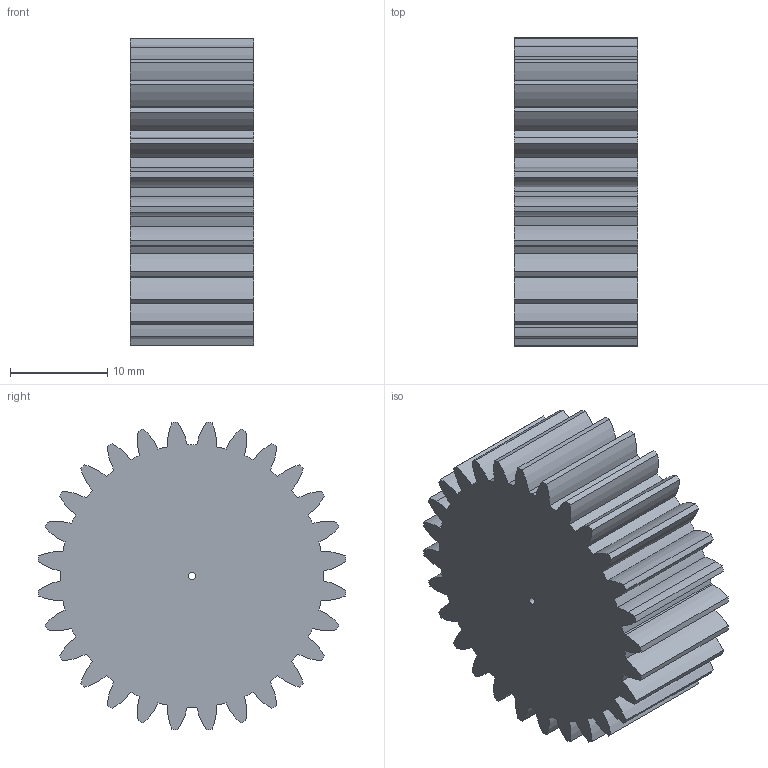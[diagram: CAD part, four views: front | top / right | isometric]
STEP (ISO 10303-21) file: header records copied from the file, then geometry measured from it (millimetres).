
FILE_DESCRIPTION (( 'STEP AP214' ), '1' );
FILE_NAME ('DriveGears28T.STEP', '2024-01-26T18:47:46', ( '' ), ( '' ), 'SwSTEP 2.0', 'SolidWorks 2024', '' );
FILE_SCHEMA (( 'AUTOMOTIVE_DESIGN' ));
Length unit declared in the file: inch
Products named in the file (1): DriveGears28T
Bounding box: 12.7 x 31.61 x 31.61 mm (x, y, z)
Volume: 8529.2 mm3; surface area: 3749.7 mm2
Topology: 1 solids, 1 shells, 121 faces, 357 edges, 238 vertices
Faces by surface type: cylinder 119, plane 2
Entity records: 4220 total; most frequent: DIRECTION 839, CARTESIAN_POINT 717, ORIENTED_EDGE 714, AXIS2_PLACEMENT_3D 360, EDGE_CURVE 357, VERTEX_POINT 238, CIRCLE 238, EDGE_LOOP 123
